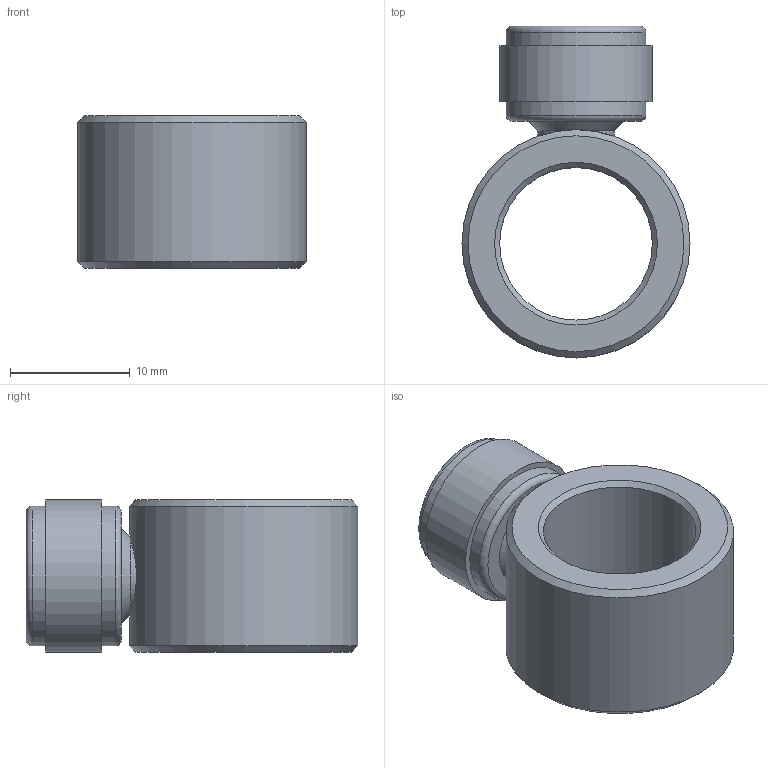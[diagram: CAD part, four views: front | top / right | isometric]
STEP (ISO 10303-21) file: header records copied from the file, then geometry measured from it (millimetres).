
FILE_DESCRIPTION((''),'2;1');
FILE_NAME('prc-0.5.stp','2013-06-28T12:54:10',('JC'),(''),'Autodesk Inventor 11','Autodesk Inventor 11','');
FILE_SCHEMA(('AUTOMOTIVE_DESIGN { 1 0 10303 214 1 1 1 1 }'));
Length unit declared in the file: inch
Products named in the file (1): prc-0.51
Bounding box: 19.05 x 27.71 x 12.7 mm (x, y, z)
Volume: 2949 mm3; surface area: 2018.9 mm2
Topology: 1 solids, 1 shells, 20 faces, 39 edges, 25 vertices
Faces by surface type: cylinder 7, plane 6, cone 5, torus 2
Full cylindrical faces by diameter (mm): 11.684 x2, 12.7 x1, 12.751 x1, 19.05 x1
Entity records: 488 total; most frequent: CARTESIAN_POINT 110, DIRECTION 80, ORIENTED_EDGE 46, AXIS2_PLACEMENT_3D 40, EDGE_LOOP 38, EDGE_CURVE 23, VERTEX_POINT 21, FACE_OUTER_BOUND 20
